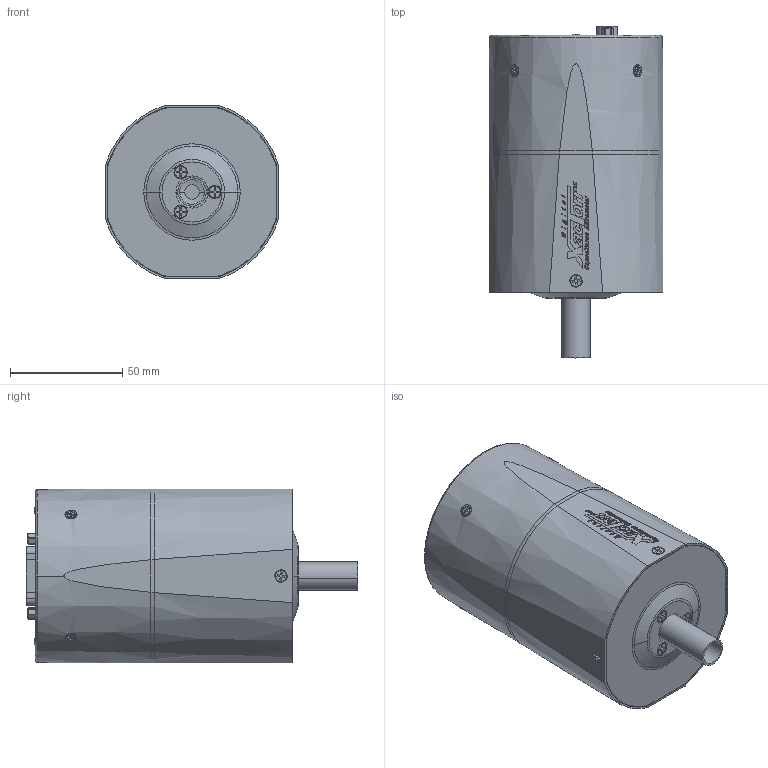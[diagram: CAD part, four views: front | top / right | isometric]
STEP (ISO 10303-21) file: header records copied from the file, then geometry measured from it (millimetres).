
FILE_DESCRIPTION (( 'STEP AP203' ), '1' );
FILE_NAME ('CMX-3-XXX-4-0.STEP', '2021-03-22T11:58:43', ( '' ), ( '' ), 'SwSTEP 2.0', 'SolidWorks 2020', '' );
FILE_SCHEMA (( 'CONFIG_CONTROL_DESIGN' ));
Length unit declared in the file: inch
Products named in the file (1): CMX-3-XXX-4-0
Bounding box: 77.44 x 148.01 x 77.44 mm (x, y, z)
Volume: 68341.3 mm3; surface area: 103070.4 mm2
Topology: 113 solids, 113 shells, 4315 faces, 11498 edges, 7578 vertices
Faces by surface type: plane 2289, bspline 1290, cylinder 439, cone 182, torus 99, sphere 16
Entity records: 149336 total; most frequent: CARTESIAN_POINT 49930, ORIENTED_EDGE 22956, DIRECTION 16041, EDGE_CURVE 11478, VERTEX_POINT 7570, LINE 7347, VECTOR 7347, EDGE_LOOP 4656
